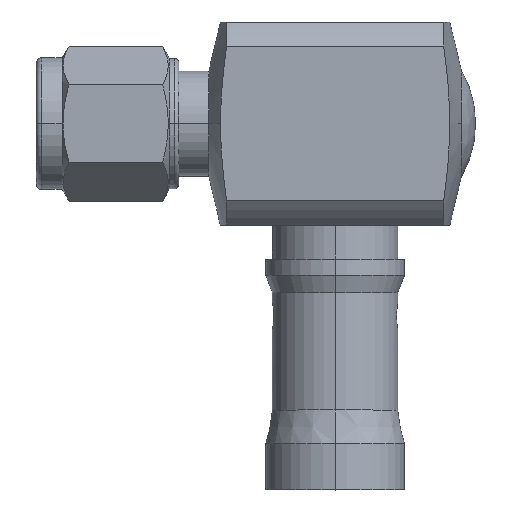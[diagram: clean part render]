
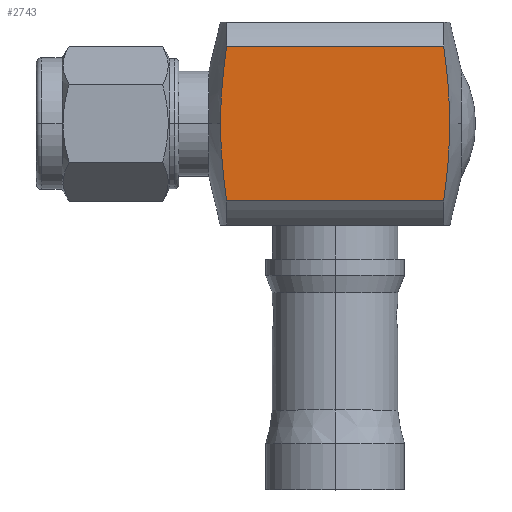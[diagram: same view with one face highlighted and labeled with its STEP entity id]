
A CAD part, top view. The second image highlights one B-rep face of the part: STEP entity #2743.
In plain terms, the highlighted planar face has unit normal (0, 0, 1).
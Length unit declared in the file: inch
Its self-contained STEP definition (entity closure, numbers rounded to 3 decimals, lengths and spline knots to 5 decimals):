
#13 = CARTESIAN_POINT ( 'NONE',  ( 0.43438, -0.12006, 0.24 ) ) ;
#98 = VERTEX_POINT ( 'NONE', #341 ) ;
#107 = CARTESIAN_POINT ( 'NONE',  ( 0.96051, 0., 0.24 ) ) ;
#162 = CARTESIAN_POINT ( 'NONE',  ( 0.95425, 0.12006, 0.24 ) ) ;
#293 = CARTESIAN_POINT ( 'NONE',  ( 0.4421, -0.18, 0.24 ) ) ;
#304 = CARTESIAN_POINT ( 'NONE',  ( 0.4421, -0.18, 0.24 ) ) ;
#336 = CARTESIAN_POINT ( 'NONE',  ( 0.42811, 0., 0.24 ) ) ;
#341 = CARTESIAN_POINT ( 'NONE',  ( 0.42811, 0., 0.24 ) ) ;
#480 = CARTESIAN_POINT ( 'NONE',  ( 0.95072, -0.15005, 0.24 ) ) ;
#503 = CARTESIAN_POINT ( 'NONE',  ( 0.96051, 0., 0.24 ) ) ;
#514 = CARTESIAN_POINT ( 'NONE',  ( 0.96051, 0., 0.24 ) ) ;
#638 = CARTESIAN_POINT ( 'NONE',  ( 0.43438, 0.12006, 0.24 ) ) ;
#793 = CARTESIAN_POINT ( 'NONE',  ( 0., 0.18, 0.24 ) ) ;
#797 = DIRECTION ( 'NONE',  ( 0., 0., 1. ) ) ;
#926 = VERTEX_POINT ( 'NONE', #1894 ) ;
#946 = CARTESIAN_POINT ( 'NONE',  ( 0.43791, -0.15005, 0.24 ) ) ;
#1115 = VERTEX_POINT ( 'NONE', #2646 ) ;
#1261 = CARTESIAN_POINT ( 'NONE',  ( 0.42811, 0., 0.24 ) ) ;
#1288 = EDGE_CURVE ( 'NONE', #98, #3543, #3675, .T. ) ;
#1366 = ORIENTED_EDGE ( 'NONE', *, *, #1288, .T. ) ;
#1393 = ORIENTED_EDGE ( 'NONE', *, *, #3086, .T. ) ;
#1432 = CARTESIAN_POINT ( 'NONE',  ( 0.95917, 0.06, 0.24 ) ) ;
#1438 = LINE ( 'NONE', #793, #3131 ) ;
#1767 = CARTESIAN_POINT ( 'NONE',  ( 0.95425, -0.12006, 0.24 ) ) ;
#1776 = ORIENTED_EDGE ( 'NONE', *, *, #2662, .T. ) ;
#1852 = EDGE_LOOP ( 'NONE', ( #2063, #1366, #1776, #1393, #2109, #1877 ) ) ;
#1877 = ORIENTED_EDGE ( 'NONE', *, *, #3817, .T. ) ;
#1894 = CARTESIAN_POINT ( 'NONE',  ( 0.4421, 0.18, 0.24 ) ) ;
#2025 = CARTESIAN_POINT ( 'NONE',  ( 0., -0.18, 0.24 ) ) ;
#2042 = DIRECTION ( 'NONE',  ( 1., 0., 0. ) ) ;
#2063 = ORIENTED_EDGE ( 'NONE', *, *, #3432, .T. ) ;
#2109 = ORIENTED_EDGE ( 'NONE', *, *, #3229, .T. ) ;
#2367 = AXIS2_PLACEMENT_3D ( 'NONE', #4055, #797, #3777 ) ;
#2394 = CARTESIAN_POINT ( 'NONE',  ( 0.94653, -0.18, 0.24 ) ) ;
#2461 = VERTEX_POINT ( 'NONE', #3403 ) ;
#2559 = CARTESIAN_POINT ( 'NONE',  ( 0.4421, 0.18, 0.24 ) ) ;
#2593 = B_SPLINE_CURVE_WITH_KNOTS ( 'NONE', 3,
 ( #2559, #3196, #638, #3233, #3212, #1261 ),
 .UNSPECIFIED., .F., .F.,
 ( 4, 2, 4 ),
 ( 0.02068, 0.02297, 0.02526 ),
 .UNSPECIFIED. ) ;
#2623 = VECTOR ( 'NONE', #2042, 39.37008 ) ;
#2646 = CARTESIAN_POINT ( 'NONE',  ( 0.94653, -0.18, 0.24 ) ) ;
#2662 = EDGE_CURVE ( 'NONE', #3543, #1115, #2960, .T. ) ;
#2710 = PLANE ( 'NONE',  #2367 ) ;
#2739 = CARTESIAN_POINT ( 'NONE',  ( 0.94653, 0.18, 0.24 ) ) ;
#2743 = ADVANCED_FACE ( 'NONE', ( #3451 ), #2710, .T. ) ;
#2921 = CARTESIAN_POINT ( 'NONE',  ( 0.42946, -0.06006, 0.24 ) ) ;
#2960 = LINE ( 'NONE', #2025, #2623 ) ;
#3027 = B_SPLINE_CURVE_WITH_KNOTS ( 'NONE', 3,
 ( #2394, #480, #1767, #3692, #3369, #107 ),
 .UNSPECIFIED., .F., .F.,
 ( 4, 2, 4 ),
 ( 0.00752, 0.00982, 0.01212 ),
 .UNSPECIFIED. ) ;
#3084 = CARTESIAN_POINT ( 'NONE',  ( 0.96051, 0.02998, 0.24 ) ) ;
#3086 = EDGE_CURVE ( 'NONE', #1115, #3723, #3027, .T. ) ;
#3131 = VECTOR ( 'NONE', #3393, 39.37008 ) ;
#3196 = CARTESIAN_POINT ( 'NONE',  ( 0.43792, 0.15013, 0.24 ) ) ;
#3206 = CARTESIAN_POINT ( 'NONE',  ( 0.42811, -0.03004, 0.24 ) ) ;
#3212 = CARTESIAN_POINT ( 'NONE',  ( 0.42811, 0.02998, 0.24 ) ) ;
#3229 = EDGE_CURVE ( 'NONE', #3723, #2461, #3483, .T. ) ;
#3233 = CARTESIAN_POINT ( 'NONE',  ( 0.42946, 0.06, 0.24 ) ) ;
#3369 = CARTESIAN_POINT ( 'NONE',  ( 0.96051, -0.03004, 0.24 ) ) ;
#3393 = DIRECTION ( 'NONE',  ( -1., 0., 0. ) ) ;
#3403 = CARTESIAN_POINT ( 'NONE',  ( 0.94653, 0.18, 0.24 ) ) ;
#3432 = EDGE_CURVE ( 'NONE', #926, #98, #2593, .T. ) ;
#3451 = FACE_OUTER_BOUND ( 'NONE', #1852, .T. ) ;
#3483 = B_SPLINE_CURVE_WITH_KNOTS ( 'NONE', 3,
 ( #514, #3084, #1432, #162, #4083, #2739 ),
 .UNSPECIFIED., .F., .F.,
 ( 4, 2, 4 ),
 ( 0.01212, 0.01442, 0.01672 ),
 .UNSPECIFIED. ) ;
#3543 = VERTEX_POINT ( 'NONE', #304 ) ;
#3675 = B_SPLINE_CURVE_WITH_KNOTS ( 'NONE', 3,
 ( #336, #3206, #2921, #13, #946, #293 ),
 .UNSPECIFIED., .F., .F.,
 ( 4, 2, 4 ),
 ( 0.02526, 0.02756, 0.02986 ),
 .UNSPECIFIED. ) ;
#3692 = CARTESIAN_POINT ( 'NONE',  ( 0.95916, -0.06006, 0.24 ) ) ;
#3723 = VERTEX_POINT ( 'NONE', #503 ) ;
#3777 = DIRECTION ( 'NONE',  ( 1., 0., 0. ) ) ;
#3817 = EDGE_CURVE ( 'NONE', #2461, #926, #1438, .T. ) ;
#4055 = CARTESIAN_POINT ( 'NONE',  ( 0., 0., 0.24 ) ) ;
#4083 = CARTESIAN_POINT ( 'NONE',  ( 0.95071, 0.15013, 0.24 ) ) ;
